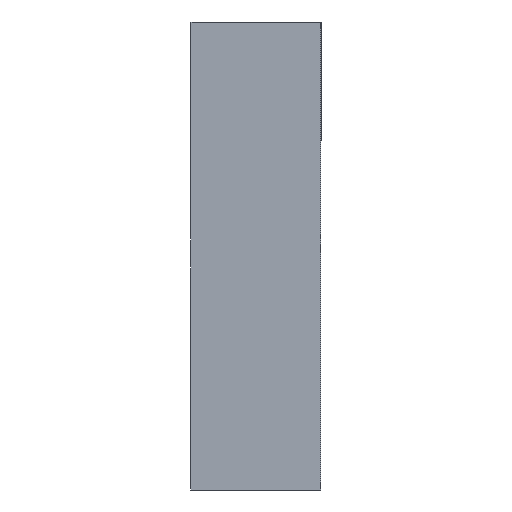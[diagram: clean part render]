
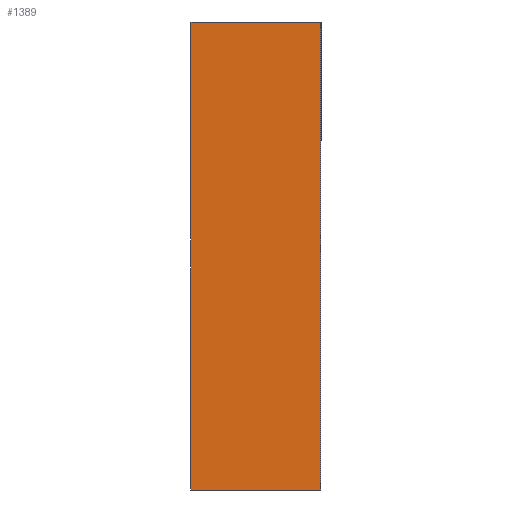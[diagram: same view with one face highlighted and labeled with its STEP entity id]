
A CAD part, left-side view. The second image highlights one B-rep face of the part: STEP entity #1389.
In plain terms, the highlighted planar face has unit normal (-1, 0, 0).
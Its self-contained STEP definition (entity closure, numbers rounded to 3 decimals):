
#482 = PLANE('',#483);
#483 = AXIS2_PLACEMENT_3D('',#484,#485,#486);
#484 = CARTESIAN_POINT('',(-7.45,0.,0.));
#485 = DIRECTION('',(0.,-1.,0.));
#486 = DIRECTION('',(-1.,0.,0.));
#559 = PLANE('',#560);
#560 = AXIS2_PLACEMENT_3D('',#561,#562,#563);
#561 = CARTESIAN_POINT('',(7.45,0.,0.));
#562 = DIRECTION('',(0.,0.,-1.));
#563 = DIRECTION('',(-1.,0.,0.));
#751 = PLANE('',#752);
#752 = AXIS2_PLACEMENT_3D('',#753,#754,#755);
#753 = CARTESIAN_POINT('',(7.45,0.,27.));
#754 = DIRECTION('',(0.,0.,-1.));
#755 = DIRECTION('',(-1.,0.,0.));
#828 = VERTEX_POINT('',#829);
#829 = CARTESIAN_POINT('',(-21.843,0.,0.));
#905 = VERTEX_POINT('',#906);
#906 = CARTESIAN_POINT('',(-21.843,0.,27.));
#927 = EDGE_CURVE('',#828,#905,#928,.T.);
#928 = SURFACE_CURVE('',#929,(#933,#940),.PCURVE_S1.);
#929 = LINE('',#930,#931);
#930 = CARTESIAN_POINT('',(-21.843,0.,0.));
#931 = VECTOR('',#932,1.);
#932 = DIRECTION('',(0.,0.,1.));
#933 = PCURVE('',#482,#934);
#934 = DEFINITIONAL_REPRESENTATION('',(#935),#939);
#935 = LINE('',#936,#937);
#936 = CARTESIAN_POINT('',(14.393,0.));
#937 = VECTOR('',#938,1.);
#938 = DIRECTION('',(0.,-1.));
#939 = ( GEOMETRIC_REPRESENTATION_CONTEXT(2) 
PARAMETRIC_REPRESENTATION_CONTEXT() REPRESENTATION_CONTEXT('2D SPACE',''
  ) );
#940 = PCURVE('',#941,#946);
#941 = PLANE('',#942);
#942 = AXIS2_PLACEMENT_3D('',#943,#944,#945);
#943 = CARTESIAN_POINT('',(-21.843,0.,0.));
#944 = DIRECTION('',(-1.,0.,0.));
#945 = DIRECTION('',(0.,1.,0.));
#946 = DEFINITIONAL_REPRESENTATION('',(#947),#951);
#947 = LINE('',#948,#949);
#948 = CARTESIAN_POINT('',(0.,0.));
#949 = VECTOR('',#950,1.);
#950 = DIRECTION('',(0.,-1.));
#951 = ( GEOMETRIC_REPRESENTATION_CONTEXT(2) 
PARAMETRIC_REPRESENTATION_CONTEXT() REPRESENTATION_CONTEXT('2D SPACE',''
  ) );
#990 = EDGE_CURVE('',#828,#991,#993,.T.);
#991 = VERTEX_POINT('',#992);
#992 = CARTESIAN_POINT('',(-21.843,7.5,0.));
#993 = SURFACE_CURVE('',#994,(#998,#1005),.PCURVE_S1.);
#994 = LINE('',#995,#996);
#995 = CARTESIAN_POINT('',(-21.843,0.,0.));
#996 = VECTOR('',#997,1.);
#997 = DIRECTION('',(0.,1.,0.));
#998 = PCURVE('',#559,#999);
#999 = DEFINITIONAL_REPRESENTATION('',(#1000),#1004);
#1000 = LINE('',#1001,#1002);
#1001 = CARTESIAN_POINT('',(29.293,0.));
#1002 = VECTOR('',#1003,1.);
#1003 = DIRECTION('',(0.,1.));
#1004 = ( GEOMETRIC_REPRESENTATION_CONTEXT(2) 
PARAMETRIC_REPRESENTATION_CONTEXT() REPRESENTATION_CONTEXT('2D SPACE',''
  ) );
#1005 = PCURVE('',#941,#1006);
#1006 = DEFINITIONAL_REPRESENTATION('',(#1007),#1011);
#1007 = LINE('',#1008,#1009);
#1008 = CARTESIAN_POINT('',(0.,0.));
#1009 = VECTOR('',#1010,1.);
#1010 = DIRECTION('',(1.,0.));
#1011 = ( GEOMETRIC_REPRESENTATION_CONTEXT(2) 
PARAMETRIC_REPRESENTATION_CONTEXT() REPRESENTATION_CONTEXT('2D SPACE',''
  ) );
#1029 = PLANE('',#1030);
#1030 = AXIS2_PLACEMENT_3D('',#1031,#1032,#1033);
#1031 = CARTESIAN_POINT('',(-21.843,7.5,0.));
#1032 = DIRECTION('',(0.,1.,0.));
#1033 = DIRECTION('',(1.,0.,0.));
#1242 = EDGE_CURVE('',#905,#1243,#1245,.T.);
#1243 = VERTEX_POINT('',#1244);
#1244 = CARTESIAN_POINT('',(-21.843,7.5,27.));
#1245 = SURFACE_CURVE('',#1246,(#1250,#1257),.PCURVE_S1.);
#1246 = LINE('',#1247,#1248);
#1247 = CARTESIAN_POINT('',(-21.843,0.,27.));
#1248 = VECTOR('',#1249,1.);
#1249 = DIRECTION('',(0.,1.,0.));
#1250 = PCURVE('',#751,#1251);
#1251 = DEFINITIONAL_REPRESENTATION('',(#1252),#1256);
#1252 = LINE('',#1253,#1254);
#1253 = CARTESIAN_POINT('',(29.293,0.));
#1254 = VECTOR('',#1255,1.);
#1255 = DIRECTION('',(0.,1.));
#1256 = ( GEOMETRIC_REPRESENTATION_CONTEXT(2) 
PARAMETRIC_REPRESENTATION_CONTEXT() REPRESENTATION_CONTEXT('2D SPACE',''
  ) );
#1257 = PCURVE('',#941,#1258);
#1258 = DEFINITIONAL_REPRESENTATION('',(#1259),#1263);
#1259 = LINE('',#1260,#1261);
#1260 = CARTESIAN_POINT('',(0.,-27.));
#1261 = VECTOR('',#1262,1.);
#1262 = DIRECTION('',(1.,0.));
#1263 = ( GEOMETRIC_REPRESENTATION_CONTEXT(2) 
PARAMETRIC_REPRESENTATION_CONTEXT() REPRESENTATION_CONTEXT('2D SPACE',''
  ) );
#1389 = ADVANCED_FACE('',(#1390),#941,.T.);
#1390 = FACE_BOUND('',#1391,.T.);
#1391 = EDGE_LOOP('',(#1392,#1393,#1394,#1415));
#1392 = ORIENTED_EDGE('',*,*,#927,.T.);
#1393 = ORIENTED_EDGE('',*,*,#1242,.T.);
#1394 = ORIENTED_EDGE('',*,*,#1395,.F.);
#1395 = EDGE_CURVE('',#991,#1243,#1396,.T.);
#1396 = SURFACE_CURVE('',#1397,(#1401,#1408),.PCURVE_S1.);
#1397 = LINE('',#1398,#1399);
#1398 = CARTESIAN_POINT('',(-21.843,7.5,0.));
#1399 = VECTOR('',#1400,1.);
#1400 = DIRECTION('',(0.,0.,1.));
#1401 = PCURVE('',#941,#1402);
#1402 = DEFINITIONAL_REPRESENTATION('',(#1403),#1407);
#1403 = LINE('',#1404,#1405);
#1404 = CARTESIAN_POINT('',(7.5,0.));
#1405 = VECTOR('',#1406,1.);
#1406 = DIRECTION('',(0.,-1.));
#1407 = ( GEOMETRIC_REPRESENTATION_CONTEXT(2) 
PARAMETRIC_REPRESENTATION_CONTEXT() REPRESENTATION_CONTEXT('2D SPACE',''
  ) );
#1408 = PCURVE('',#1029,#1409);
#1409 = DEFINITIONAL_REPRESENTATION('',(#1410),#1414);
#1410 = LINE('',#1411,#1412);
#1411 = CARTESIAN_POINT('',(0.,0.));
#1412 = VECTOR('',#1413,1.);
#1413 = DIRECTION('',(0.,-1.));
#1414 = ( GEOMETRIC_REPRESENTATION_CONTEXT(2) 
PARAMETRIC_REPRESENTATION_CONTEXT() REPRESENTATION_CONTEXT('2D SPACE',''
  ) );
#1415 = ORIENTED_EDGE('',*,*,#990,.F.);
